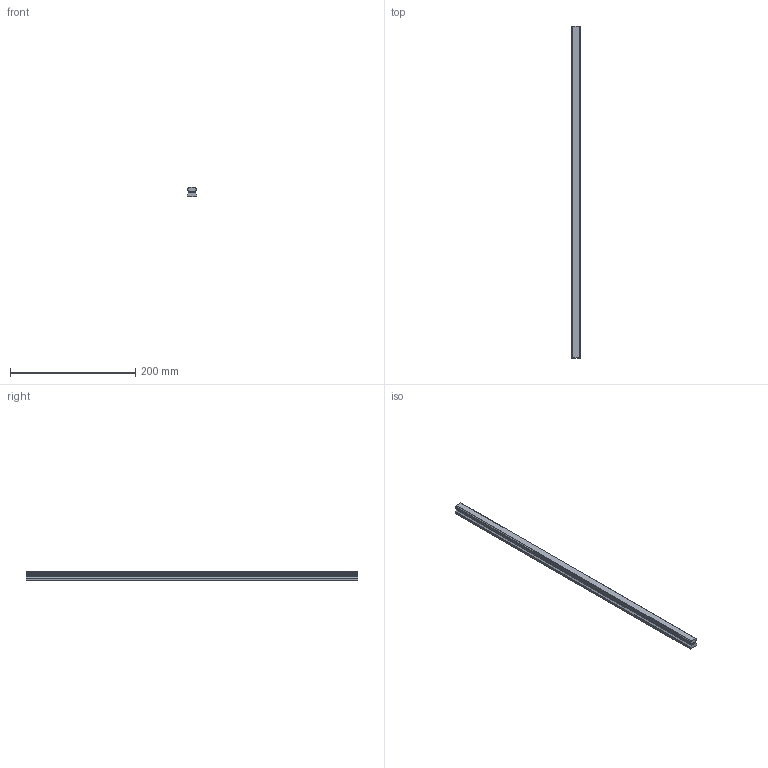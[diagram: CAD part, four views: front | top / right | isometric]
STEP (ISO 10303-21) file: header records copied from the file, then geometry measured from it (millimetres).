
FILE_DESCRIPTION(('STEP AP214'),'1');
FILE_NAME('cctmp_B2127FE4-D4DD-4B7E-9641-DF0CA3D67C3E_2021_01_19_12_58_23_0255..stp','2021-01-19T11:58:23',('HIWIN GmbH'),('CADClick - www.CADClick.com'),'Spatial InterOp 3D',' ','unknown authorization');
FILE_SCHEMA(('AUTOMOTIVE_DESIGN'));
Length unit declared in the file: millimetre
Products named in the file (1): HGR15T530C_FILE
Bounding box: 15 x 530 x 15 mm (x, y, z)
Volume: 99466.3 mm3; surface area: 33950.5 mm2
Topology: 1 solids, 1 shells, 151 faces, 417 edges, 263 vertices
Faces by surface type: plane 89, cylinder 44, cone 18
Entity records: 5881 total; most frequent: CARTESIAN_POINT 814, ORIENTED_EDGE 798, DIRECTION 791, EDGE_CURVE 399, LINE 311, VECTOR 311, VERTEX_POINT 263, AXIS2_PLACEMENT_3D 240
